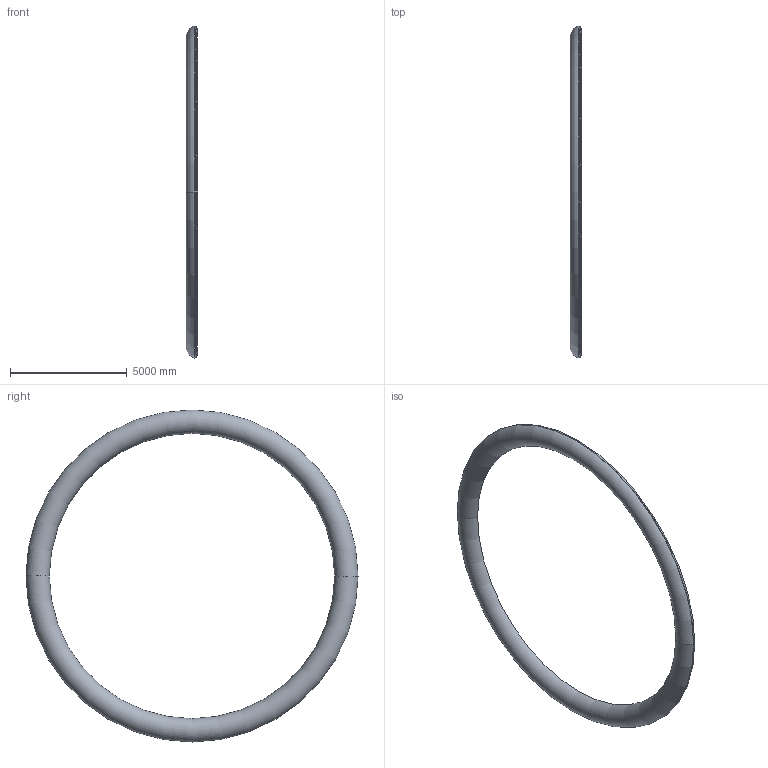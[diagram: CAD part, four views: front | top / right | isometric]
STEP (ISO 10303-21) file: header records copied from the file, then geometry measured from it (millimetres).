
FILE_DESCRIPTION((''),'2;1');
FILE_NAME('FRONT_RIM','2025-12-19T09:18:51',('H576696'),('Honeywell International Inc.'),'CREO PARAMETRIC BY PTC INC, 2023134','CREO PARAMETRIC BY PTC INC, 2023134','');
FILE_SCHEMA(('AUTOMOTIVE_DESIGN { 1 0 10303 214 1 1 1 1 }'));
Length unit declared in the file: inch
Products named in the file (1): FRONT_RIM
Bounding box: 507.46 x 14189.38 x 14189.38 mm (x, y, z)
Volume: 4507752375.9 mm3; surface area: 127999694.7 mm2
Topology: 1 solids, 1 shells, 15 faces, 30 edges, 16 vertices
Faces by surface type: cone 10, torus 4, plane 1
Entity records: 762 total; most frequent: COLOUR_RGB 108, DIRECTION 82, CARTESIAN_POINT 64, ORIENTED_EDGE 60, PRESENTATION_STYLE_ASSIGNMENT 46, STYLED_ITEM 46, AXIS2_PLACEMENT_3D 36, CURVE_STYLE 30
